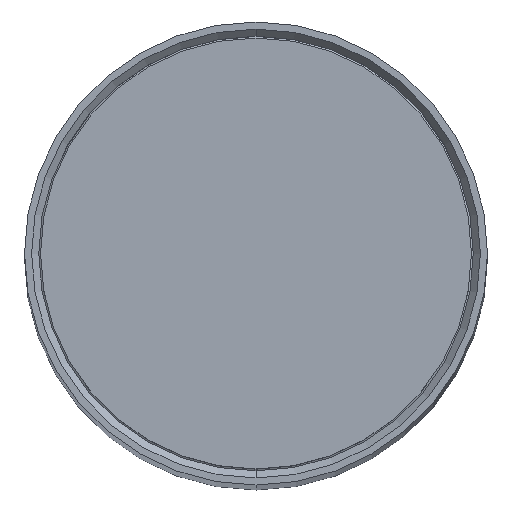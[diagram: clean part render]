
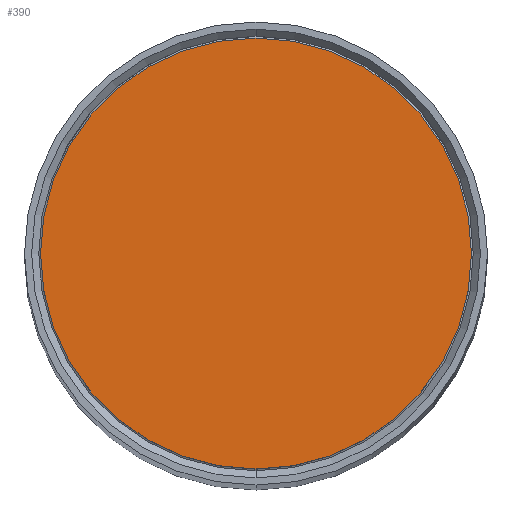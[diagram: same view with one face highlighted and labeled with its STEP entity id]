
A CAD part, top view. The second image highlights one B-rep face of the part: STEP entity #390.
In plain terms, the highlighted planar face has unit normal (0, 0, 1).
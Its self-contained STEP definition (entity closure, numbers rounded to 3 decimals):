
#113=CARTESIAN_POINT('',(0.,0.,-4.5));
#114=DIRECTION('',(0.,0.,-1.));
#115=DIRECTION('',(0.,1.,0.));
#116=AXIS2_PLACEMENT_3D('',#113,#114,#115);
#118=CARTESIAN_POINT('',(0.,0.,-4.5));
#119=DIRECTION('',(0.,0.,-1.));
#120=DIRECTION('',(0.,-1.,0.));
#121=AXIS2_PLACEMENT_3D('',#118,#119,#120);
#201=CARTESIAN_POINT('',(0.,-3.025,-4.5));
#202=VERTEX_POINT('',#201);
#203=CARTESIAN_POINT('',(0.,3.025,-4.5));
#204=VERTEX_POINT('',#203);
#381=CARTESIAN_POINT('',(0.,0.,-4.5));
#382=DIRECTION('',(0.,0.,-1.));
#383=DIRECTION('',(0.,1.,0.));
#384=AXIS2_PLACEMENT_3D('',#381,#382,#383);
#385=PLANE('',#384);
#386=ORIENTED_EDGE('',*,*,#367,.T.);
#387=ORIENTED_EDGE('',*,*,#346,.T.);
#388=EDGE_LOOP('',(#386,#387));
#389=FACE_OUTER_BOUND('',#388,.F.);
#390=ADVANCED_FACE('',(#389),#385,.F.);
#117=CIRCLE('',#116,3.025);
#122=CIRCLE('',#121,3.025);
#346=EDGE_CURVE('',#202,#204,#122,.T.);
#367=EDGE_CURVE('',#204,#202,#117,.T.);
